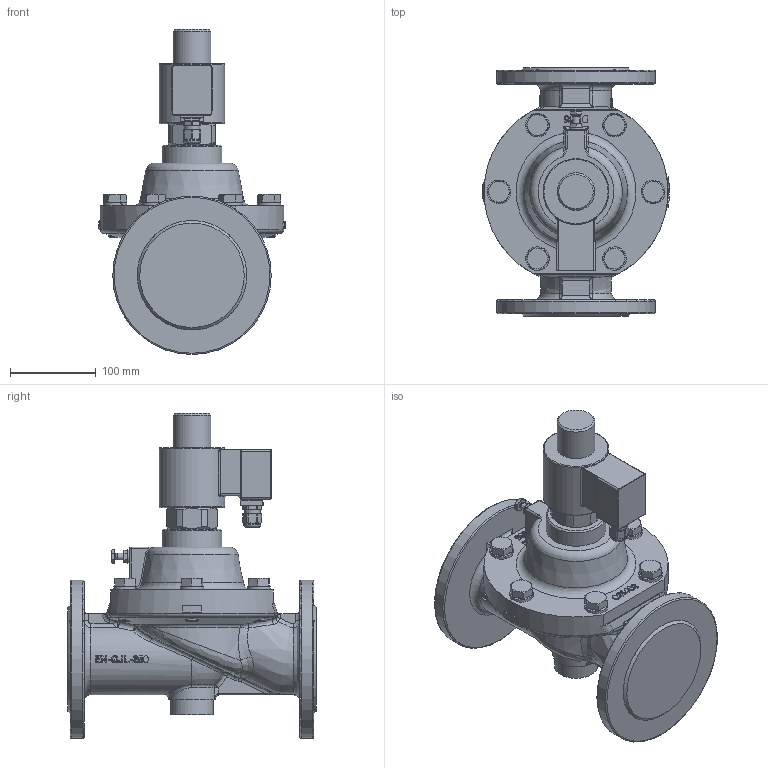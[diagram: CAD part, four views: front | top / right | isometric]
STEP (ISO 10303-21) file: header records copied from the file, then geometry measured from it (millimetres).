
FILE_DESCRIPTION(/* description */ ('3D-Modell'),/* implementation_level */ '2;1');
FILE_NAME(/* name */ '024.002164_D2407-0401-.242-NO.stp',/* time_stamp */ '2019-02-13T15:39:48+01:00',/* author */ ('CBeuthner'),/* organization */ (''),/* preprocessor_version */ 'ST-DEVELOPER v16.1',/* originating_system */ 'Autodesk Inventor 2016',/* authorisation */ '');
FILE_SCHEMA (('CONFIG_CONTROL_DESIGN'));
Products named in the file (1): 88-004123
Bounding box: 218 x 290 x 379.5 mm (x, y, z)
Volume: 5179488.2 mm3; surface area: 332184.9 mm2
Topology: 1 solids, 1 shells, 973 faces, 2459 edges, 1548 vertices
Faces by surface type: plane 360, bspline 315, cylinder 169, cone 86, torus 35, sphere 8
Full cylindrical faces by diameter (mm): 6.4 x1, 8 x1, 16 x7, 18 x1, 20 x1, 22.49 x6, 44 x1, 50 x1, 55 x1, 70 x1, 77 x1, 185 x2
Entity records: 75550 total; most frequent: CARTESIAN_POINT 54029, ORIENTED_EDGE 4760, DIRECTION 3299, EDGE_CURVE 2380, VERTEX_POINT 1525, AXIS2_PLACEMENT_3D 1204, EDGE_LOOP 1101, STYLED_ITEM 974
